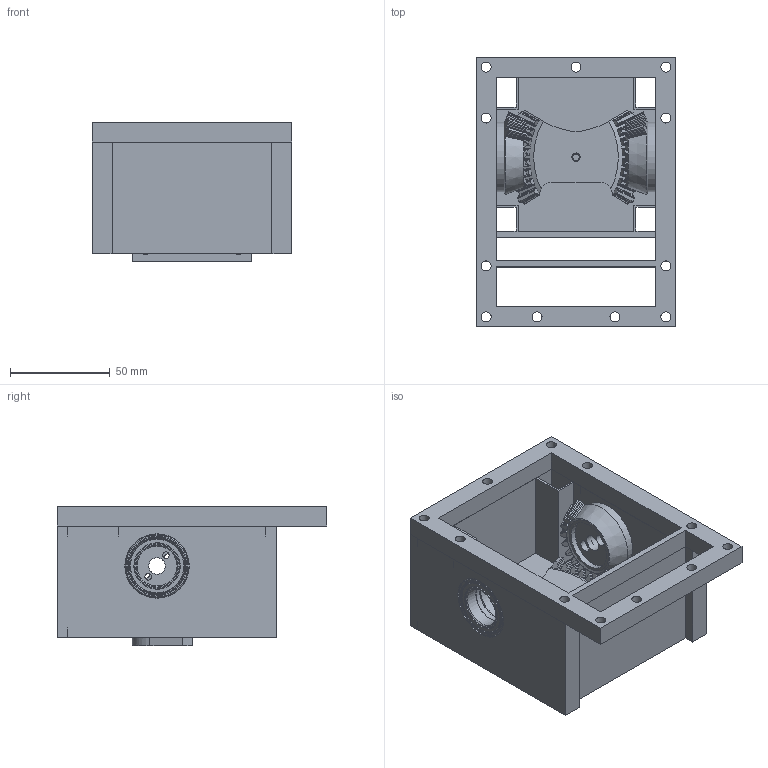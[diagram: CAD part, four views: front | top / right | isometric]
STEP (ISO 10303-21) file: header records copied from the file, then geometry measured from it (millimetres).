
FILE_DESCRIPTION(/* description */ ('','CAx-IF Rec.Pracs.---Representation and Presentation of Product Manufacturing Information (PMI)---4.0---2014-10-13'),/* implementation_level */ '2;1');
FILE_NAME(/* name */ 'Segment_rechteckig_Middle.step',/* time_stamp */ '2025-02-17T10:22:11+01:00',/* author */ (''),/* organization */ (''),/* preprocessor_version */ 'ST-DEVELOPER v20',/* originating_system */ 'Autodesk Translation Framework v13.20.0.188',/* authorisation */ '');
FILE_SCHEMA (('AP242_MANAGED_MODEL_BASED_3D_ENGINEERING_MIM_LF { 1 0 10303 442 1 1 4 }'));
Length unit declared in the file: millimetre
Products named in the file (8): Segment_rechteckig_Middle; 5972K157_Ball Bearing; Bevel_gear_new; Bevel_gear_new_1; Komponente3; Differential_mount; Large_bevel_gear_neu; Segment_rechteckig
Assembly tree (9 placements, depth 3):
  Segment_rechteckig_Middle
    5972K157_Ball Bearing  x2
    Bevel_gear_new
      Komponente3
    Bevel_gear_new_1
      Komponente3
    Differential_mount
      Large_bevel_gear_neu
    Segment_rechteckig
Bounding box: 100 x 135 x 70 mm (x, y, z)
Volume: 315853.5 mm3; surface area: 127477.1 mm2
Topology: 42 solids, 42 shells, 1631 faces, 4564 edges, 2998 vertices
Faces by surface type: plane 1260, cone 162, torus 100, cylinder 85, sphere 24
Full cylindrical faces by diameter (mm): 3 x2, 3.3 x5, 4.2 x2, 5 x11, 5.2 x7, 5.75 x4, 8.2 x2, 20 x2, 20.5 x2, 20.6 x2, 22.363 x8, 23.214 x4, 24.881 x1, 25 x2, 27.39 x4, 27.729 x4, 28.58 x8, 29.637 x4, 32 x2, 32.2 x2, 34.848 x2
Entity records: 33643 total; most frequent: CARTESIAN_POINT 5992, ORIENTED_EDGE 5808, DIRECTION 5589, EDGE_CURVE 2904, LINE 2253, VECTOR 2253, VERTEX_POINT 1927, AXIS2_PLACEMENT_3D 1668
